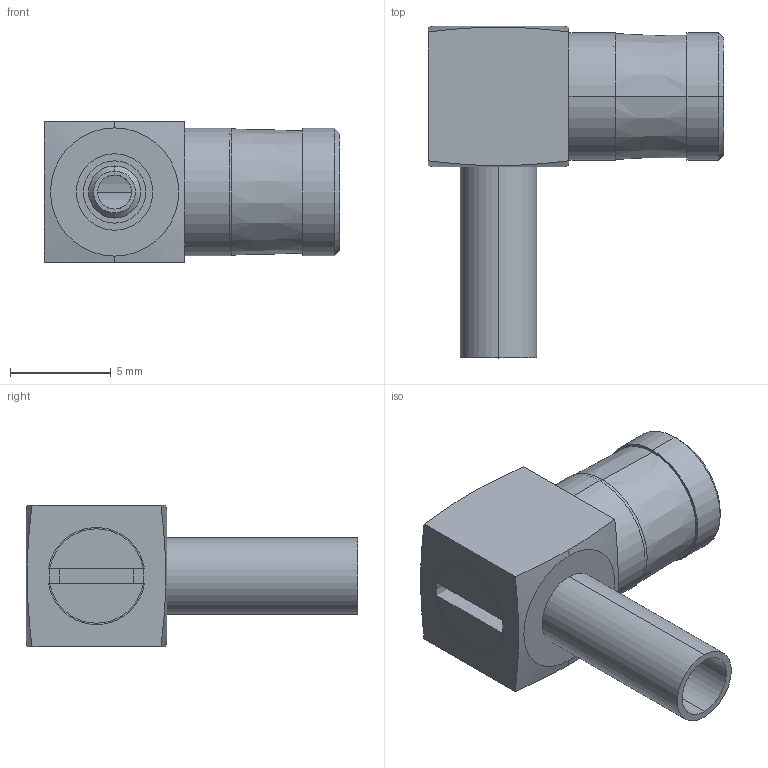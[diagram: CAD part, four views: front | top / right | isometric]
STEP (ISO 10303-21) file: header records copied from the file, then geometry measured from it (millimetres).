
FILE_DESCRIPTION (( 'STEP AP214' ), '1' );
FILE_NAME ('ASMBP-1102_3D.STEP', '2020-02-19T16:29:53', ( '' ), ( '' ), 'SwSTEP 2.0', 'SolidWorks 2018', '' );
FILE_SCHEMA (( 'AUTOMOTIVE_DESIGN' ));
Length unit declared in the file: inch
Products named in the file (5): ASMBP-1102-MA2; ASMBP-1102; ASMBP-1102-MA3; ASMBP-1102-MA1; ASMBP-1102_3D
Assembly tree (4 placements, depth 2):
  ASMBP-1102_3D
    ASMBP-1102
    ASMBP-1102-MA1
    ASMBP-1102-MA2
    ASMBP-1102-MA3
Bounding box: 14.69 x 16.5 x 7.01 mm (x, y, z)
Volume: 506.3 mm3; surface area: 1344 mm2
Topology: 4 solids, 4 shells, 107 faces, 249 edges, 161 vertices
Faces by surface type: plane 41, cylinder 38, cone 28
Entity records: 3554 total; most frequent: CARTESIAN_POINT 684, DIRECTION 548, ORIENTED_EDGE 498, EDGE_CURVE 249, AXIS2_PLACEMENT_3D 221, VERTEX_POINT 161, EDGE_LOOP 126, CIRCLE 107
